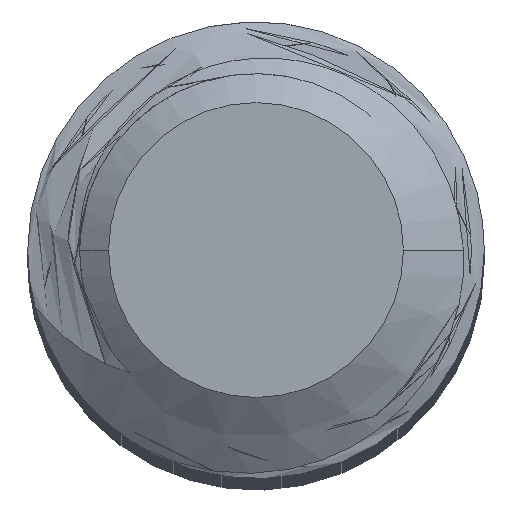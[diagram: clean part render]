
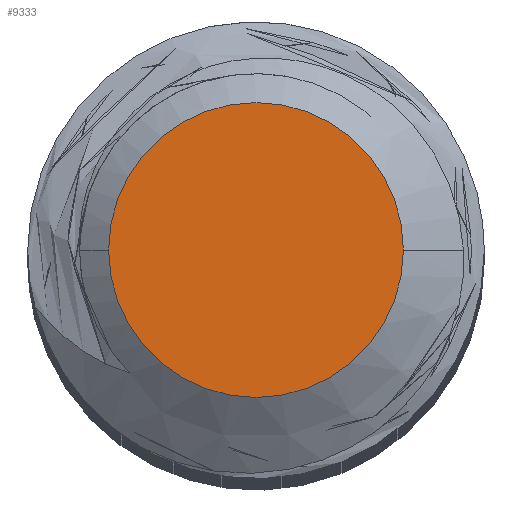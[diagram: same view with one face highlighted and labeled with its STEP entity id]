
A CAD part, top view. The second image highlights one B-rep face of the part: STEP entity #9333.
In plain terms, the highlighted planar face has unit normal (0, 0, 1).
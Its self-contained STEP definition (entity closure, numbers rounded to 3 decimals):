
#371 = DIRECTION ( 'NONE',  ( 1., 0., 0. ) ) ;
#1724 = DIRECTION ( 'NONE',  ( 1., 0., 0. ) ) ;
#1745 = ORIENTED_EDGE ( 'NONE', *, *, #4488, .T. ) ;
#2132 = ORIENTED_EDGE ( 'NONE', *, *, #9048, .T. ) ;
#2740 = AXIS2_PLACEMENT_3D ( 'NONE', #17238, #4796, #1724 ) ;
#2757 = EDGE_LOOP ( 'NONE', ( #2132, #1745 ) ) ;
#3221 = CARTESIAN_POINT ( 'NONE',  ( -1.291, 0., 0. ) ) ;
#3382 = DIRECTION ( 'NONE',  ( 0., 0., 1. ) ) ;
#4488 = EDGE_CURVE ( 'NONE', #11288, #5638, #8182, .T. ) ;
#4796 = DIRECTION ( 'NONE',  ( 0., 0., 1. ) ) ;
#5638 = VERTEX_POINT ( 'NONE', #3221 ) ;
#6403 = CARTESIAN_POINT ( 'NONE',  ( 0., 0., 0. ) ) ;
#6579 = CARTESIAN_POINT ( 'NONE',  ( 1.291, 0., 0. ) ) ;
#6765 = CIRCLE ( 'NONE', #19292, 1.291 ) ;
#8182 = CIRCLE ( 'NONE', #2740, 1.291 ) ;
#8501 = DIRECTION ( 'NONE',  ( 1., 0., 0. ) ) ;
#9048 = EDGE_CURVE ( 'NONE', #5638, #11288, #6765, .T. ) ;
#9333 = ADVANCED_FACE ( 'NONE', ( #17554 ), #18903, .T. ) ;
#9990 = CARTESIAN_POINT ( 'NONE',  ( 0., 0., 0. ) ) ;
#11288 = VERTEX_POINT ( 'NONE', #6579 ) ;
#16099 = DIRECTION ( 'NONE',  ( 0., 0., 1. ) ) ;
#17238 = CARTESIAN_POINT ( 'NONE',  ( 0., 0., 0. ) ) ;
#17554 = FACE_OUTER_BOUND ( 'NONE', #2757, .T. ) ;
#18131 = AXIS2_PLACEMENT_3D ( 'NONE', #6403, #3382, #371 ) ;
#18903 = PLANE ( 'NONE',  #18131 ) ;
#19292 = AXIS2_PLACEMENT_3D ( 'NONE', #9990, #16099, #8501 ) ;
